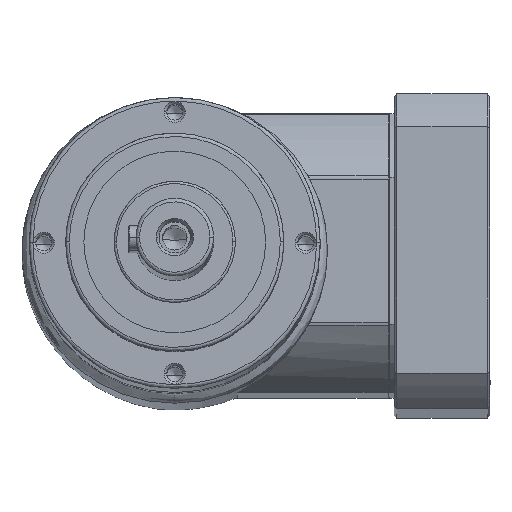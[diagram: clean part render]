
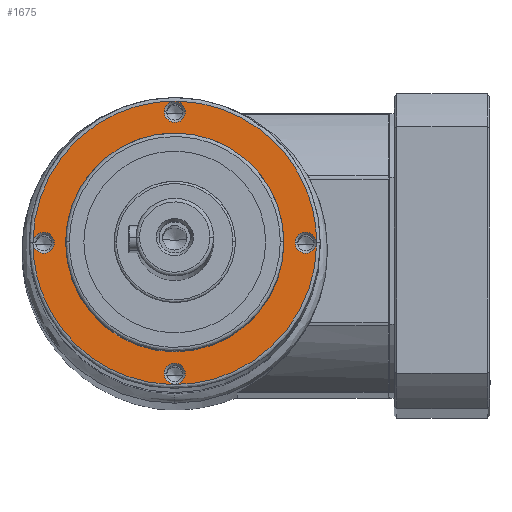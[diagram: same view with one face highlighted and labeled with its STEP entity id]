
A CAD part, left-side view. The second image highlights one B-rep face of the part: STEP entity #1675.
In plain terms, the highlighted face is planar.
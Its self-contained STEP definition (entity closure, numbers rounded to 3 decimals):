
#218 = EDGE_CURVE ( 'NONE', #10285, #10292, #22210, .T. ) ;
#397 = AXIS2_PLACEMENT_3D ( 'NONE', #13073, #28328, #15294 ) ;
#631 = EDGE_CURVE ( 'NONE', #25339, #9144, #22164, .T. ) ;
#753 = FACE_BOUND ( 'NONE', #13504, .T. ) ;
#756 = EDGE_LOOP ( 'NONE', ( #12806, #12290 ) ) ;
#1076 = EDGE_CURVE ( 'NONE', #26934, #28302, #4640, .T. ) ;
#1082 = EDGE_CURVE ( 'NONE', #22418, #28603, #15742, .T. ) ;
#1123 = EDGE_CURVE ( 'NONE', #9144, #25339, #18686, .T. ) ;
#1329 = CARTESIAN_POINT ( 'NONE',  ( -45., 0., 64. ) ) ;
#1421 = CIRCLE ( 'NONE', #397, 4.324 ) ;
#1675 = ADVANCED_FACE ( 'NONE', ( #753, #24154, #3579, #6719, #23449, #17624 ), #9906, .T. ) ;
#2373 = CARTESIAN_POINT ( 'NONE',  ( 4.324, 54., 64. ) ) ;
#2391 = AXIS2_PLACEMENT_3D ( 'NONE', #22569, #9621, #24845 ) ;
#2589 = VERTEX_POINT ( 'NONE', #11720 ) ;
#2665 = ORIENTED_EDGE ( 'NONE', *, *, #10981, .T. ) ;
#2682 = DIRECTION ( 'NONE',  ( -1., 0., 0. ) ) ;
#2685 = AXIS2_PLACEMENT_3D ( 'NONE', #18118, #4977, #20371 ) ;
#2933 = DIRECTION ( 'NONE',  ( 0., 0., -1. ) ) ;
#3043 = CARTESIAN_POINT ( 'NONE',  ( 0., 0., 64. ) ) ;
#3579 = FACE_OUTER_BOUND ( 'NONE', #756, .T. ) ;
#4493 = DIRECTION ( 'NONE',  ( 0., 0., -1. ) ) ;
#4498 = CARTESIAN_POINT ( 'NONE',  ( -58.5, 117., 64. ) ) ;
#4560 = DIRECTION ( 'NONE',  ( 1., 0., 0. ) ) ;
#4614 = DIRECTION ( 'NONE',  ( 0., 0., -1. ) ) ;
#4640 = CIRCLE ( 'NONE', #11251, 4.324 ) ;
#4703 = CARTESIAN_POINT ( 'NONE',  ( 0., 54., 64. ) ) ;
#4977 = DIRECTION ( 'NONE',  ( 0., 0., -1. ) ) ;
#5088 = CARTESIAN_POINT ( 'NONE',  ( 58.5, 0., 64. ) ) ;
#5486 = DIRECTION ( 'NONE',  ( 1., 0., 0. ) ) ;
#5616 = DIRECTION ( 'NONE',  ( 0., 0., -1. ) ) ;
#5709 = CARTESIAN_POINT ( 'NONE',  ( 0., -54., 64. ) ) ;
#6659 = CARTESIAN_POINT ( 'NONE',  ( -4.324, -54., 64. ) ) ;
#6719 = FACE_BOUND ( 'NONE', #24722, .T. ) ;
#7123 = DIRECTION ( 'NONE',  ( 1., 0., 0. ) ) ;
#7166 = CARTESIAN_POINT ( 'NONE',  ( 49.676, 0., 64. ) ) ;
#7215 = EDGE_LOOP ( 'NONE', ( #10021, #22875 ) ) ;
#7223 = DIRECTION ( 'NONE',  ( 0., 0., 1. ) ) ;
#7332 = CARTESIAN_POINT ( 'NONE',  ( 0., 0., 64. ) ) ;
#9144 = VERTEX_POINT ( 'NONE', #17634 ) ;
#9238 = AXIS2_PLACEMENT_3D ( 'NONE', #7332, #7223, #7123 ) ;
#9621 = DIRECTION ( 'NONE',  ( 0., 0., -1. ) ) ;
#9824 = CARTESIAN_POINT ( 'NONE',  ( 58.5, -117., 64. ) ) ;
#9906 = PLANE ( 'NONE',  #9238 ) ;
#10021 = ORIENTED_EDGE ( 'NONE', *, *, #27774, .T. ) ;
#10077 = EDGE_LOOP ( 'NONE', ( #10685, #28523 ) ) ;
#10285 = VERTEX_POINT ( 'NONE', #23721 ) ;
#10292 = VERTEX_POINT ( 'NONE', #22740 ) ;
#10685 = ORIENTED_EDGE ( 'NONE', *, *, #12597, .T. ) ;
#10933 = AXIS2_PLACEMENT_3D ( 'NONE', #3043, #2933, #2682 ) ;
#10961 = VERTEX_POINT ( 'NONE', #7166 ) ;
#10967 = EDGE_CURVE ( 'NONE', #10961, #25843, #14402, .T. ) ;
#10981 = EDGE_CURVE ( 'NONE', #10292, #10285, #23110, .T. ) ;
#11036 = ORIENTED_EDGE ( 'NONE', *, *, #15059, .T. ) ;
#11163 = AXIS2_PLACEMENT_3D ( 'NONE', #4703, #4614, #4560 ) ;
#11233 = ORIENTED_EDGE ( 'NONE', *, *, #631, .T. ) ;
#11251 = AXIS2_PLACEMENT_3D ( 'NONE', #5709, #5616, #5486 ) ;
#11285 = CARTESIAN_POINT ( 'NONE',  ( 58.5, 117., 64. ) ) ;
#11580 =( BOUNDED_CURVE ( )  B_SPLINE_CURVE ( 3, ( #5088, #9824, #27285, #14264 ),
 .UNSPECIFIED., .F., .F. ) 
 B_SPLINE_CURVE_WITH_KNOTS ( ( 4, 4 ),
 ( 0., 0.5 ),
 .UNSPECIFIED. ) 
 CURVE ( )  GEOMETRIC_REPRESENTATION_ITEM ( )  RATIONAL_B_SPLINE_CURVE ( ( 1., 0.333, 0.333, 1. ) ) 
 REPRESENTATION_ITEM ( '' )  );
#11720 = CARTESIAN_POINT ( 'NONE',  ( -58.5, 0., 64. ) ) ;
#12290 = ORIENTED_EDGE ( 'NONE', *, *, #27482, .F. ) ;
#12597 = EDGE_CURVE ( 'NONE', #25843, #10961, #19934, .T. ) ;
#12712 = EDGE_LOOP ( 'NONE', ( #11036, #24513 ) ) ;
#12806 = ORIENTED_EDGE ( 'NONE', *, *, #20221, .F. ) ;
#13073 = CARTESIAN_POINT ( 'NONE',  ( 0., -54., 64. ) ) ;
#13334 = DIRECTION ( 'NONE',  ( 0., 0., -1. ) ) ;
#13490 = CARTESIAN_POINT ( 'NONE',  ( 58.5, 0., 64. ) ) ;
#13504 = EDGE_LOOP ( 'NONE', ( #14258, #2665 ) ) ;
#14258 = ORIENTED_EDGE ( 'NONE', *, *, #218, .T. ) ;
#14264 = CARTESIAN_POINT ( 'NONE',  ( -58.5, 0., 64. ) ) ;
#14402 = CIRCLE ( 'NONE', #2685, 4.324 ) ;
#14760 = AXIS2_PLACEMENT_3D ( 'NONE', #26509, #26473, #26381 ) ;
#15059 = EDGE_CURVE ( 'NONE', #28603, #22418, #19514, .T. ) ;
#15259 = CARTESIAN_POINT ( 'NONE',  ( 4.324, -54., 64. ) ) ;
#15294 = DIRECTION ( 'NONE',  ( 1., 0., 0. ) ) ;
#15334 = DIRECTION ( 'NONE',  ( 1., 0., 0. ) ) ;
#15370 = DIRECTION ( 'NONE',  ( 0., 0., -1. ) ) ;
#15462 = CARTESIAN_POINT ( 'NONE',  ( -54., 0., 64. ) ) ;
#15557 = CARTESIAN_POINT ( 'NONE',  ( -58.5, 0., 64. ) ) ;
#15742 = CIRCLE ( 'NONE', #11163, 4.324 ) ;
#15872 =( BOUNDED_CURVE ( )  B_SPLINE_CURVE ( 3, ( #15557, #4498, #11285, #26448 ),
 .UNSPECIFIED., .F., .T. ) 
 B_SPLINE_CURVE_WITH_KNOTS ( ( 4, 4 ),
 ( 0.5, 1. ),
 .UNSPECIFIED. ) 
 CURVE ( )  GEOMETRIC_REPRESENTATION_ITEM ( )  RATIONAL_B_SPLINE_CURVE ( ( 1., 0.333, 0.333, 1. ) ) 
 REPRESENTATION_ITEM ( '' )  );
#17615 = CARTESIAN_POINT ( 'NONE',  ( 54., 0., 64. ) ) ;
#17624 = FACE_BOUND ( 'NONE', #7215, .T. ) ;
#17634 = CARTESIAN_POINT ( 'NONE',  ( 45., 0., 64. ) ) ;
#17856 = AXIS2_PLACEMENT_3D ( 'NONE', #17615, #4493, #19840 ) ;
#17928 = CARTESIAN_POINT ( 'NONE',  ( -4.324, 54., 64. ) ) ;
#18068 = AXIS2_PLACEMENT_3D ( 'NONE', #15462, #15370, #15334 ) ;
#18118 = CARTESIAN_POINT ( 'NONE',  ( 54., 0., 64. ) ) ;
#18391 = CARTESIAN_POINT ( 'NONE',  ( 58.324, 0., 64. ) ) ;
#18686 = CIRCLE ( 'NONE', #10933, 45. ) ;
#19514 = CIRCLE ( 'NONE', #26304, 4.324 ) ;
#19840 = DIRECTION ( 'NONE',  ( 1., 0., 0. ) ) ;
#19934 = CIRCLE ( 'NONE', #17856, 4.324 ) ;
#20221 = EDGE_CURVE ( 'NONE', #2589, #28627, #15872, .T. ) ;
#20371 = DIRECTION ( 'NONE',  ( 1., 0., 0. ) ) ;
#22164 = CIRCLE ( 'NONE', #14760, 45. ) ;
#22210 = CIRCLE ( 'NONE', #18068, 4.324 ) ;
#22418 = VERTEX_POINT ( 'NONE', #17928 ) ;
#22569 = CARTESIAN_POINT ( 'NONE',  ( -54., 0., 64. ) ) ;
#22740 = CARTESIAN_POINT ( 'NONE',  ( -58.324, 0., 64. ) ) ;
#22875 = ORIENTED_EDGE ( 'NONE', *, *, #1076, .T. ) ;
#23110 = CIRCLE ( 'NONE', #2391, 4.324 ) ;
#23449 = FACE_BOUND ( 'NONE', #12712, .T. ) ;
#23721 = CARTESIAN_POINT ( 'NONE',  ( -49.676, 0., 64. ) ) ;
#24154 = FACE_BOUND ( 'NONE', #10077, .T. ) ;
#24513 = ORIENTED_EDGE ( 'NONE', *, *, #1082, .T. ) ;
#24722 = EDGE_LOOP ( 'NONE', ( #11233, #28373 ) ) ;
#24845 = DIRECTION ( 'NONE',  ( 1., 0., 0. ) ) ;
#25339 = VERTEX_POINT ( 'NONE', #1329 ) ;
#25843 = VERTEX_POINT ( 'NONE', #18391 ) ;
#26304 = AXIS2_PLACEMENT_3D ( 'NONE', #26320, #13334, #28601 ) ;
#26320 = CARTESIAN_POINT ( 'NONE',  ( 0., 54., 64. ) ) ;
#26381 = DIRECTION ( 'NONE',  ( -1., 0., 0. ) ) ;
#26448 = CARTESIAN_POINT ( 'NONE',  ( 58.5, 0., 64. ) ) ;
#26473 = DIRECTION ( 'NONE',  ( 0., 0., -1. ) ) ;
#26509 = CARTESIAN_POINT ( 'NONE',  ( 0., 0., 64. ) ) ;
#26934 = VERTEX_POINT ( 'NONE', #6659 ) ;
#27285 = CARTESIAN_POINT ( 'NONE',  ( -58.5, -117., 64. ) ) ;
#27482 = EDGE_CURVE ( 'NONE', #28627, #2589, #11580, .T. ) ;
#27774 = EDGE_CURVE ( 'NONE', #28302, #26934, #1421, .T. ) ;
#28302 = VERTEX_POINT ( 'NONE', #15259 ) ;
#28328 = DIRECTION ( 'NONE',  ( 0., 0., -1. ) ) ;
#28373 = ORIENTED_EDGE ( 'NONE', *, *, #1123, .T. ) ;
#28523 = ORIENTED_EDGE ( 'NONE', *, *, #10967, .T. ) ;
#28601 = DIRECTION ( 'NONE',  ( 1., 0., 0. ) ) ;
#28603 = VERTEX_POINT ( 'NONE', #2373 ) ;
#28627 = VERTEX_POINT ( 'NONE', #13490 ) ;
